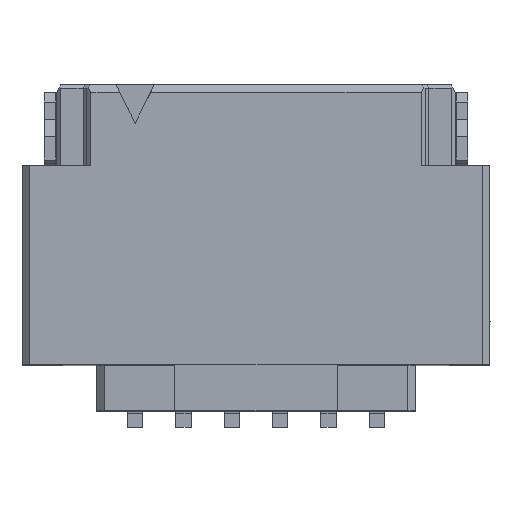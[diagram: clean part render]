
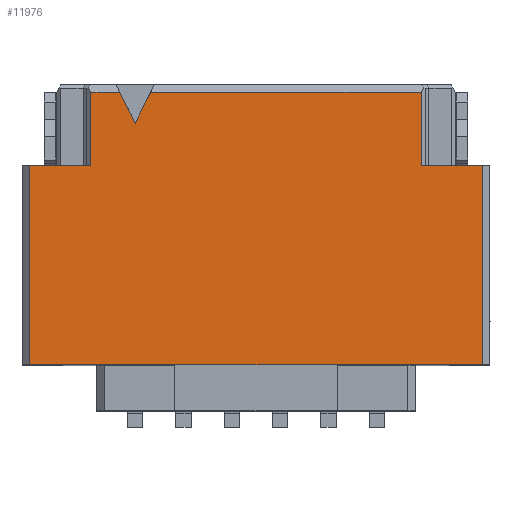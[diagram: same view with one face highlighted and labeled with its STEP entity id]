
A CAD part, top view. The second image highlights one B-rep face of the part: STEP entity #11976.
In plain terms, the highlighted planar face has unit normal (0, 0, 1).
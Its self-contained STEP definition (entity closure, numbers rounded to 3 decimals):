
#1834=DIRECTION('',(1.,0.,0.));
#1835=VECTOR('',#1834,11.7);
#1836=CARTESIAN_POINT('',(55.775,-27.55,
-491.02));
#1837=LINE('',#1836,#1835);
#1838=DIRECTION('',(-1.,0.,0.));
#1839=VECTOR('',#1838,0.745);
#1840=CARTESIAN_POINT('',(58.1,-20.5,
-491.02));
#1841=LINE('',#1840,#1839);
#1842=DIRECTION('',(-0.447,0.894,0.));
#1843=VECTOR('',#1842,0.894);
#1844=CARTESIAN_POINT('',(58.5,-21.3,
-491.02));
#1845=LINE('',#1844,#1843);
#1846=DIRECTION('',(-0.447,-0.894,0.));
#1847=VECTOR('',#1846,0.894);
#1848=CARTESIAN_POINT('',(58.9,-20.5,
-491.02));
#1849=LINE('',#1848,#1847);
#1850=DIRECTION('',(0.,1.,0.));
#1851=VECTOR('',#1850,1.9);
#1852=CARTESIAN_POINT('',(65.895,-22.4,-491.02));
#1853=LINE('',#1852,#1851);
#1854=DIRECTION('',(-1.,0.,0.));
#1855=VECTOR('',#1854,1.58);
#1856=CARTESIAN_POINT('',(67.475,-22.4,
-491.02));
#1857=LINE('',#1856,#1855);
#1858=DIRECTION('',(0.,1.,0.));
#1859=VECTOR('',#1858,5.15);
#1860=CARTESIAN_POINT('',(67.475,-27.55,
-491.02));
#1861=LINE('',#1860,#1859);
#1862=DIRECTION('',(0.,1.,0.));
#1863=VECTOR('',#1862,5.15);
#1864=CARTESIAN_POINT('',(55.775,-27.55,
-491.02));
#1865=LINE('',#1864,#1863);
#2550=DIRECTION('',(1.,0.,0.));
#2551=VECTOR('',#2550,6.995);
#2552=CARTESIAN_POINT('',(58.9,-20.5,
-491.02));
#2553=LINE('',#2552,#2551);
#2578=DIRECTION('',(0.,1.,0.));
#2579=VECTOR('',#2578,1.9);
#2580=CARTESIAN_POINT('',(57.355,-22.4,-491.02));
#2581=LINE('',#2580,#2579);
#2638=DIRECTION('',(1.,0.,0.));
#2639=VECTOR('',#2638,1.58);
#2640=CARTESIAN_POINT('',(55.775,-22.4,
-491.02));
#2641=LINE('',#2640,#2639);
#7999=CARTESIAN_POINT('',(55.775,-22.4,
-491.02));
#8000=VERTEX_POINT('',#7999);
#8001=CARTESIAN_POINT('',(57.355,-22.4,-491.02));
#8002=VERTEX_POINT('',#8001);
#8021=CARTESIAN_POINT('',(55.775,-27.55,
-491.02));
#8022=VERTEX_POINT('',#8021);
#8041=CARTESIAN_POINT('',(67.475,-27.55,
-491.02));
#8042=VERTEX_POINT('',#8041);
#8487=CARTESIAN_POINT('',(58.9,-20.5,
-491.02));
#8488=VERTEX_POINT('',#8487);
#8489=CARTESIAN_POINT('',(65.895,-20.5,-491.02));
#8490=VERTEX_POINT('',#8489);
#8498=CARTESIAN_POINT('',(57.355,-20.5,-491.02));
#8499=VERTEX_POINT('',#8498);
#8500=CARTESIAN_POINT('',(58.1,-20.5,
-491.02));
#8501=VERTEX_POINT('',#8500);
#8502=CARTESIAN_POINT('',(58.5,-21.3,
-491.02));
#8503=VERTEX_POINT('',#8502);
#9017=CARTESIAN_POINT('',(65.895,-22.4,-491.02));
#9018=VERTEX_POINT('',#9017);
#9043=CARTESIAN_POINT('',(67.475,-22.4,
-491.02));
#9044=VERTEX_POINT('',#9043);
#11948=CARTESIAN_POINT('',(66.975,-27.55,
-491.02));
#11949=DIRECTION('',(0.,0.,-1.));
#11950=DIRECTION('',(1.,0.,0.));
#11951=AXIS2_PLACEMENT_3D('',#11948,#11949,#11950);
#11952=PLANE('',#11951);
#11953=ORIENTED_EDGE('',*,*,#11892,.F.);
#11955=ORIENTED_EDGE('',*,*,#11954,.T.);
#11957=ORIENTED_EDGE('',*,*,#11956,.T.);
#11959=ORIENTED_EDGE('',*,*,#11958,.T.);
#11961=ORIENTED_EDGE('',*,*,#11960,.F.);
#11963=ORIENTED_EDGE('',*,*,#11962,.F.);
#11965=ORIENTED_EDGE('',*,*,#11964,.F.);
#11967=ORIENTED_EDGE('',*,*,#11966,.T.);
#11969=ORIENTED_EDGE('',*,*,#11968,.F.);
#11971=ORIENTED_EDGE('',*,*,#11970,.F.);
#11973=ORIENTED_EDGE('',*,*,#11972,.F.);
#11974=EDGE_LOOP('',(#11953,#11955,#11957,#11959,#11961,#11963,#11965,#11967,
#11969,#11971,#11973));
#11975=FACE_OUTER_BOUND('',#11974,.F.);
#11976=ADVANCED_FACE('',(#11975),#11952,.F.);
#11892=EDGE_CURVE('',#8022,#8042,#1837,.T.);
#11954=EDGE_CURVE('',#8022,#8000,#1865,.T.);
#11956=EDGE_CURVE('',#8000,#8002,#2641,.T.);
#11958=EDGE_CURVE('',#8002,#8499,#2581,.T.);
#11960=EDGE_CURVE('',#8501,#8499,#1841,.T.);
#11962=EDGE_CURVE('',#8503,#8501,#1845,.T.);
#11964=EDGE_CURVE('',#8488,#8503,#1849,.T.);
#11966=EDGE_CURVE('',#8488,#8490,#2553,.T.);
#11968=EDGE_CURVE('',#9018,#8490,#1853,.T.);
#11970=EDGE_CURVE('',#9044,#9018,#1857,.T.);
#11972=EDGE_CURVE('',#8042,#9044,#1861,.T.);
